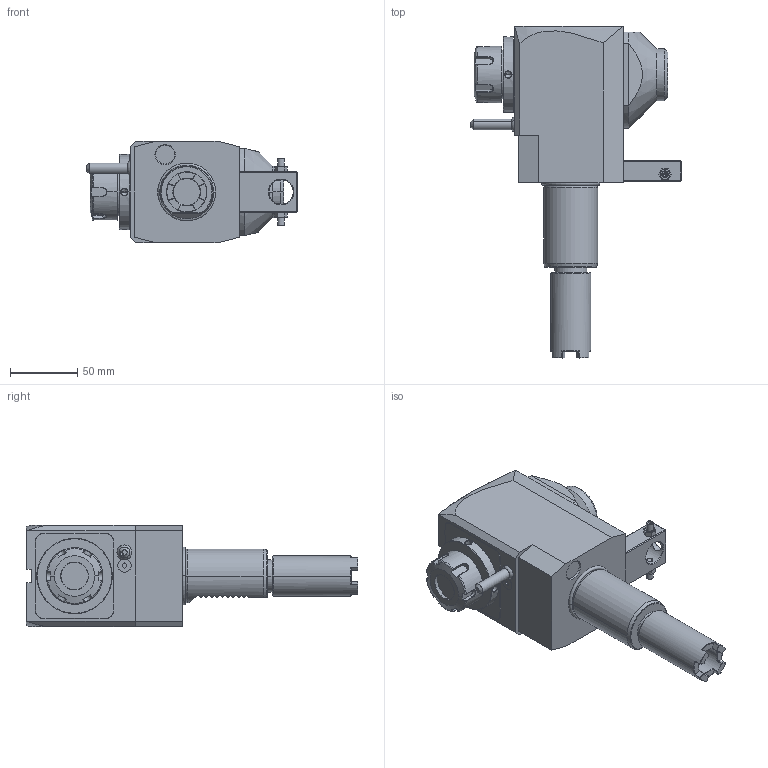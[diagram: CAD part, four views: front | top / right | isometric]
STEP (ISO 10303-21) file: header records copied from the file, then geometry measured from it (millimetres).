
FILE_DESCRIPTION((''),'2;1');
FILE_NAME('NGT1_40_251_32_3_2_80C','2021-12-01T',('vali'),('NOVA GRUP'),'PRO/ENGINEER BY PARAMETRIC TECHNOLOGY CORPORATION, 2010280','PRO/ENGINEER BY PARAMETRIC TECHNOLOGY CORPORATION, 2010280','');
FILE_SCHEMA(('CONFIG_CONTROL_DESIGN'));
Length unit declared in the file: millimetre
Products named in the file (1): NGT1_40_251_32_3_2_80C
Bounding box: 156.14 x 246.25 x 75 mm (x, y, z)
Volume: 939475.6 mm3; surface area: 82566.1 mm2
Topology: 1 solids, 1 shells, 485 faces, 1215 edges, 741 vertices
Faces by surface type: plane 224, cylinder 97, cone 93, bspline 54, torus 13, extrusion 2, sphere 2
Entity records: 20174 total; most frequent: CARTESIAN_POINT 9330, ORIENTED_EDGE 2390, DIRECTION 1973, EDGE_CURVE 1195, VERTEX_POINT 741, AXIS2_PLACEMENT_3D 681, VECTOR 611, LINE 609
